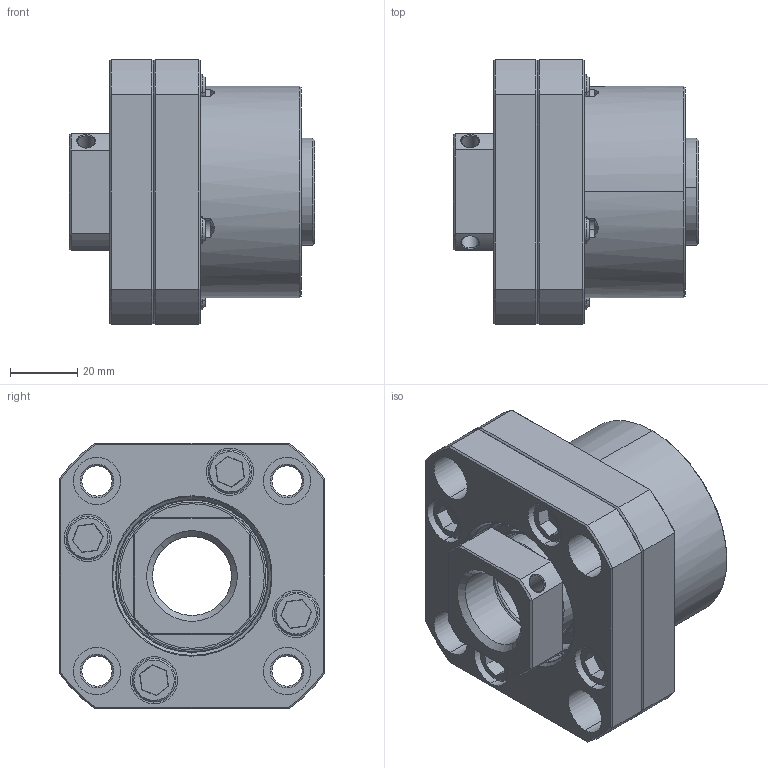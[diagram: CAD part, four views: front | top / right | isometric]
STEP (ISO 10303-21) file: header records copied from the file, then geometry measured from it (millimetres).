
FILE_DESCRIPTION (( 'STEP AP214' ), '1' );
FILE_NAME ('FKN25.step', '2020-09-08T14:37:12', ( '' ), ( '' ), 'SwSTEP 2.0', 'SolidWorks 2020', '' );
FILE_SCHEMA (( 'AUTOMOTIVE_DESIGN' ));
Length unit declared in the file: millimetre
Products named in the file (1): FKN25
Bounding box: 73 x 79 x 79 mm (x, y, z)
Volume: 184583.9 mm3; surface area: 87050.6 mm2
Topology: 15 solids, 15 shells, 455 faces, 1015 edges, 608 vertices
Faces by surface type: cylinder 143, plane 113, cone 111, bspline 88
Entity records: 21207 total; most frequent: CARTESIAN_POINT 6425, ORIENTED_EDGE 2030, DIRECTION 1973, EDGE_CURVE 1015, AXIS2_PLACEMENT_3D 803, VERTEX_POINT 608, EDGE_LOOP 531, UNCERTAINTY_MEASURE_WITH_UNIT 472
